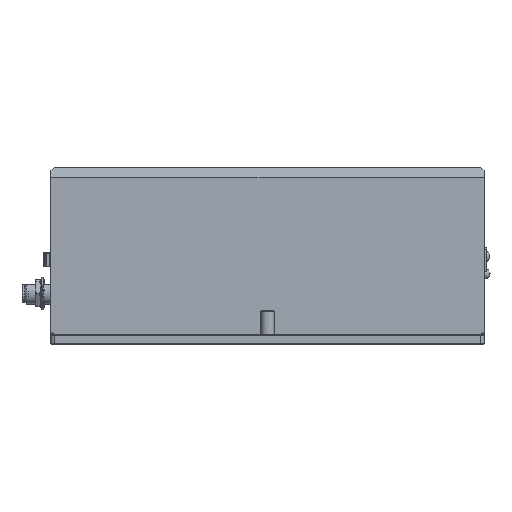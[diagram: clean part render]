
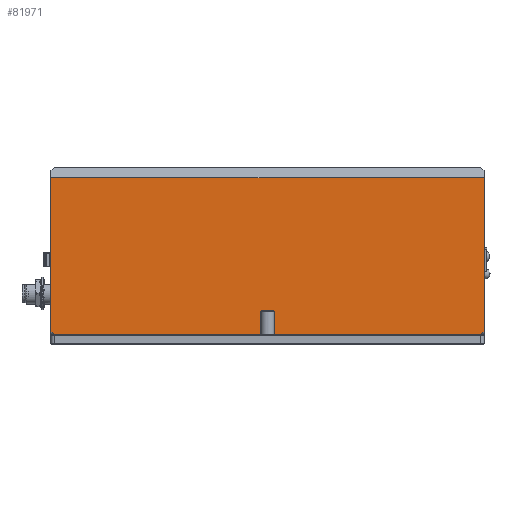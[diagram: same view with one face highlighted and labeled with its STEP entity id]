
A CAD part, left-side view. The second image highlights one B-rep face of the part: STEP entity #81971.
In plain terms, the highlighted planar face has unit normal (-1, 0, 0).
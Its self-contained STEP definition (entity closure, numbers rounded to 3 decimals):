
#2000=PLANE('',#86970);
#5174=FACE_OUTER_BOUND('',#9420,.T.);
#9420=EDGE_LOOP('',(#56126,#56127,#56128,#56129,#56130,#56131));
#14046=LINE('',#120085,#22448);
#14232=LINE('',#120430,#22634);
#14257=LINE('',#120518,#22659);
#14296=LINE('',#120714,#22698);
#14297=LINE('',#120716,#22699);
#14298=LINE('',#120717,#22700);
#22448=VECTOR('',#95676,10.);
#22634=VECTOR('',#95986,10.);
#22659=VECTOR('',#96065,10.);
#22698=VECTOR('',#96272,10.);
#22699=VECTOR('',#96273,10.);
#22700=VECTOR('',#96274,10.);
#33911=VERTEX_POINT('',#120082);
#33912=VERTEX_POINT('',#120084);
#34009=VERTEX_POINT('',#120428);
#34045=VERTEX_POINT('',#120516);
#34118=VERTEX_POINT('',#120713);
#34119=VERTEX_POINT('',#120715);
#42279=EDGE_CURVE('',#33911,#33912,#14046,.T.);
#42467=EDGE_CURVE('',#34009,#33911,#14232,.T.);
#42511=EDGE_CURVE('',#34045,#34009,#14257,.T.);
#42620=EDGE_CURVE('',#34118,#34045,#14296,.T.);
#42621=EDGE_CURVE('',#34119,#34118,#14297,.T.);
#42622=EDGE_CURVE('',#33912,#34119,#14298,.T.);
#56126=ORIENTED_EDGE('',*,*,#42467,.F.);
#56127=ORIENTED_EDGE('',*,*,#42511,.F.);
#56128=ORIENTED_EDGE('',*,*,#42620,.F.);
#56129=ORIENTED_EDGE('',*,*,#42621,.F.);
#56130=ORIENTED_EDGE('',*,*,#42622,.F.);
#56131=ORIENTED_EDGE('',*,*,#42279,.F.);
#81971=ADVANCED_FACE('',(#5174),#2000,.T.);
#86970=AXIS2_PLACEMENT_3D('',#120712,#96270,#96271);
#95676=DIRECTION('',(0.,0.,-1.));
#95986=DIRECTION('',(0.,-1.,0.));
#96065=DIRECTION('',(0.,0.,1.));
#96270=DIRECTION('center_axis',(-1.,0.,0.));
#96271=DIRECTION('ref_axis',(0.,0.,
1.));
#96272=DIRECTION('',(0.,0.707,0.707));
#96273=DIRECTION('',(0.,1.,0.));
#96274=DIRECTION('',(0.,0.707,-0.707));
#120082=CARTESIAN_POINT('',(-174.,0.,46.));
#120084=CARTESIAN_POINT('',(-174.,0.,1.));
#120085=CARTESIAN_POINT('',(-174.,0.,40.));
#120428=CARTESIAN_POINT('',(-174.,127.08,46.));
#120430=CARTESIAN_POINT('',(-174.,0.,46.));
#120516=CARTESIAN_POINT('',(-174.,127.08,1.));
#120518=CARTESIAN_POINT('',(-174.,127.08,40.));
#120712=CARTESIAN_POINT('Origin',(-174.,0.,0.));
#120713=CARTESIAN_POINT('',(-174.,126.08,0.));
#120714=CARTESIAN_POINT('',(-174.,94.81,-31.27));
#120715=CARTESIAN_POINT('',(-174.,1.,0.));
#120716=CARTESIAN_POINT('',(-174.,0.,0.));
#120717=CARTESIAN_POINT('',(-174.,0.5,0.5));
